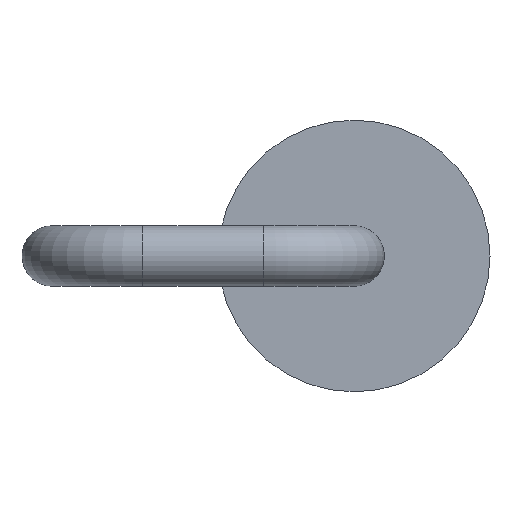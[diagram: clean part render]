
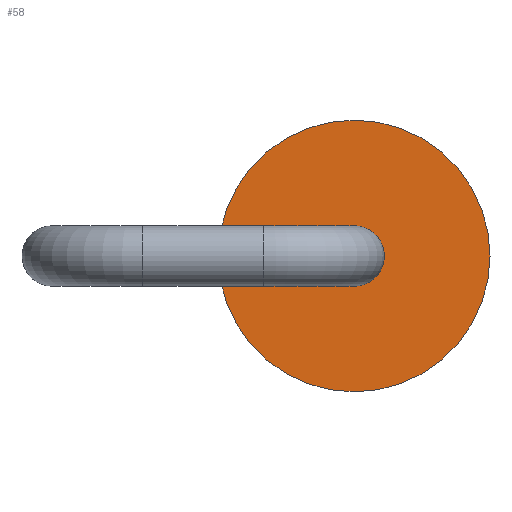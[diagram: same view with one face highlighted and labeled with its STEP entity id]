
A CAD part, front view. The second image highlights one B-rep face of the part: STEP entity #58.
In plain terms, the highlighted planar face has unit normal (0, -1, 0).
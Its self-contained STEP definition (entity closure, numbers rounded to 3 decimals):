
#58=ADVANCED_FACE('',(#157,#159),#161,.F.);
#157=FACE_BOUND('',#158,.T.);
#158=EDGE_LOOP('',(#252));
#159=FACE_BOUND('',#160,.T.);
#160=EDGE_LOOP('',(#253));
#161=PLANE('',#162);
#162=AXIS2_PLACEMENT_3D('',#163,#164,#165);
#163=CARTESIAN_POINT('',(0.,0.,0.));
#164=DIRECTION('',(-0.,1.,0.));
#165=DIRECTION('',(1.,0.,0.));
#252=ORIENTED_EDGE('',*,*,#280,.F.);
#253=ORIENTED_EDGE('',*,*,#281,.F.);
#280=EDGE_CURVE('',#294,#294,#295,.T.);
#281=EDGE_CURVE('',#296,#296,#297,.F.);
#294=VERTEX_POINT('',#322);
#295=CIRCLE('',#323,2.25);
#296=VERTEX_POINT('',#327);
#297=CIRCLE('',#328,0.5);
#322=CARTESIAN_POINT('',(2.25,0.,0.));
#323=AXIS2_PLACEMENT_3D('',#324,#325,#326);
#324=CARTESIAN_POINT('',(0.,0.,0.));
#325=DIRECTION('',(-0.,1.,0.));
#326=DIRECTION('',(1.,0.,0.));
#327=CARTESIAN_POINT('',(0.,0.,0.5));
#328=AXIS2_PLACEMENT_3D('',#329,#330,#331);
#329=CARTESIAN_POINT('',(0.,0.,0.));
#330=DIRECTION('',(-0.,1.,0.));
#331=DIRECTION('',(1.,0.,0.));
